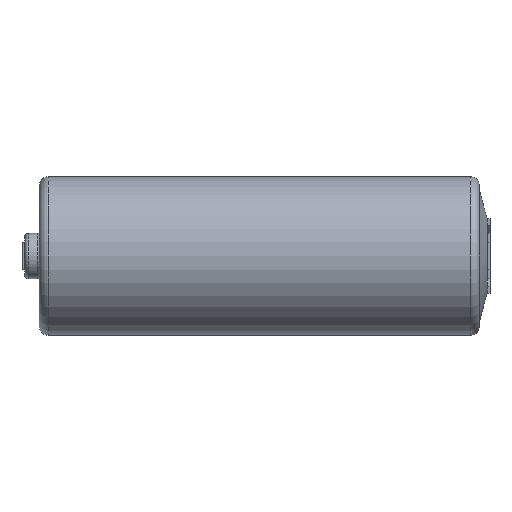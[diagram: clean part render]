
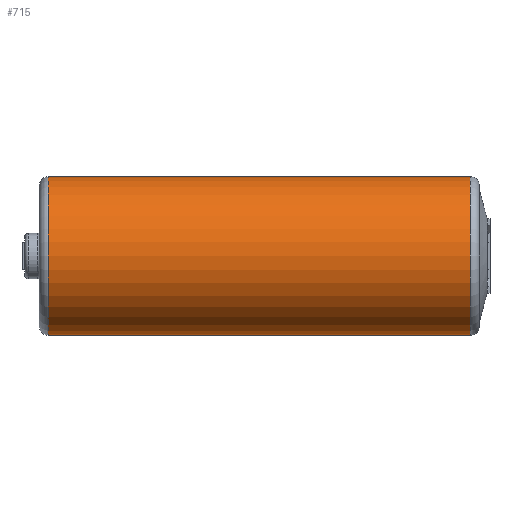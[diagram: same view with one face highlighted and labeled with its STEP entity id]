
A CAD part, front view. The second image highlights one B-rep face of the part: STEP entity #715.
In plain terms, the highlighted cylindrical face has radius 8.75 mm (diameter 17.5 mm), a partial arc.
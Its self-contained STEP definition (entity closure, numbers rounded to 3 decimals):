
#182 = EDGE_CURVE ( 'NONE', #742, #258, #2722, .T. ) ;
#202 = VECTOR ( 'NONE', #2109, 1000. ) ;
#258 = VERTEX_POINT ( 'NONE', #1253 ) ;
#287 = VERTEX_POINT ( 'NONE', #810 ) ;
#460 = ORIENTED_EDGE ( 'NONE', *, *, #1018, .T. ) ;
#521 = AXIS2_PLACEMENT_3D ( 'NONE', #1753, #1666, #1637 ) ;
#535 = ORIENTED_EDGE ( 'NONE', *, *, #2025, .F. ) ;
#613 = EDGE_CURVE ( 'NONE', #287, #1529, #1260, .T. ) ;
#628 = CIRCLE ( 'NONE', #1073, 8.75 ) ;
#631 = AXIS2_PLACEMENT_3D ( 'NONE', #1408, #1435, #2608 ) ;
#696 = CARTESIAN_POINT ( 'NONE',  ( -25.5, 0., 8.75 ) ) ;
#715 = ADVANCED_FACE ( 'NONE', ( #1500 ), #1439, .T. ) ;
#742 = VERTEX_POINT ( 'NONE', #1147 ) ;
#810 = CARTESIAN_POINT ( 'NONE',  ( 23.638, 0., -8.75 ) ) ;
#950 = CARTESIAN_POINT ( 'NONE',  ( -22.9, 0., -8.75 ) ) ;
#958 = DIRECTION ( 'NONE',  ( -1., 0., 0. ) ) ;
#1014 = VECTOR ( 'NONE', #1491, 1000. ) ;
#1018 = EDGE_CURVE ( 'NONE', #287, #742, #1376, .T. ) ;
#1073 = AXIS2_PLACEMENT_3D ( 'NONE', #2238, #958, #2455 ) ;
#1147 = CARTESIAN_POINT ( 'NONE',  ( 23.638, 0., 8.75 ) ) ;
#1253 = CARTESIAN_POINT ( 'NONE',  ( -22.9, 0., 8.75 ) ) ;
#1260 = LINE ( 'NONE', #2172, #202 ) ;
#1376 = CIRCLE ( 'NONE', #521, 8.75 ) ;
#1408 = CARTESIAN_POINT ( 'NONE',  ( -25.5, 0., 0. ) ) ;
#1435 = DIRECTION ( 'NONE',  ( -1., 0., 0. ) ) ;
#1439 = CYLINDRICAL_SURFACE ( 'NONE', #631, 8.75 ) ;
#1491 = DIRECTION ( 'NONE',  ( -1., 0., 0. ) ) ;
#1500 = FACE_OUTER_BOUND ( 'NONE', #2180, .T. ) ;
#1529 = VERTEX_POINT ( 'NONE', #950 ) ;
#1608 = ORIENTED_EDGE ( 'NONE', *, *, #182, .T. ) ;
#1637 = DIRECTION ( 'NONE',  ( 0., 0., 1. ) ) ;
#1666 = DIRECTION ( 'NONE',  ( -1., 0., 0. ) ) ;
#1753 = CARTESIAN_POINT ( 'NONE',  ( 23.638, 0., 0. ) ) ;
#2025 = EDGE_CURVE ( 'NONE', #1529, #258, #628, .T. ) ;
#2093 = ORIENTED_EDGE ( 'NONE', *, *, #613, .F. ) ;
#2109 = DIRECTION ( 'NONE',  ( -1., 0., 0. ) ) ;
#2172 = CARTESIAN_POINT ( 'NONE',  ( -25.5, 0., -8.75 ) ) ;
#2180 = EDGE_LOOP ( 'NONE', ( #2093, #460, #1608, #535 ) ) ;
#2238 = CARTESIAN_POINT ( 'NONE',  ( -22.9, 0., 0. ) ) ;
#2455 = DIRECTION ( 'NONE',  ( 0., 0., 1. ) ) ;
#2608 = DIRECTION ( 'NONE',  ( 0., 0., 1. ) ) ;
#2722 = LINE ( 'NONE', #696, #1014 ) ;
